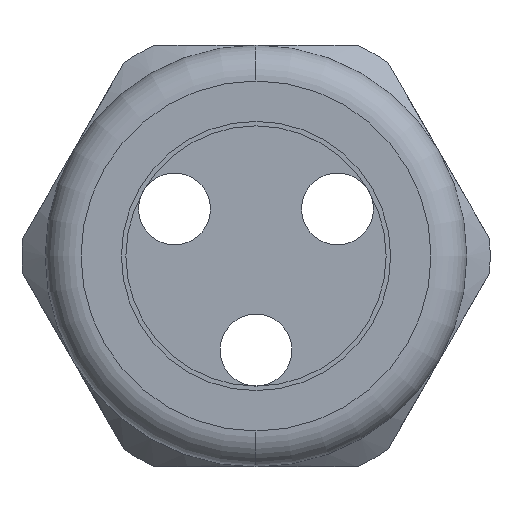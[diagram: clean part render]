
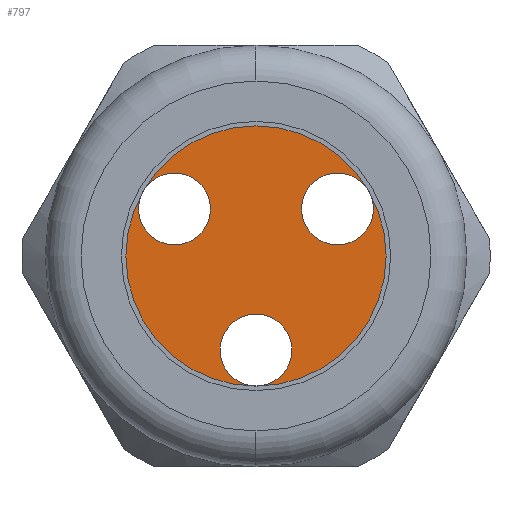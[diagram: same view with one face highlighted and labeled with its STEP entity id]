
A CAD part, left-side view. The second image highlights one B-rep face of the part: STEP entity #797.
In plain terms, the highlighted planar face has unit normal (-1, 0, 0).
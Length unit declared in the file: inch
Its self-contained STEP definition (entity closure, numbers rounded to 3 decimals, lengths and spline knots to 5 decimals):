
#791 = ORIENTED_EDGE ( 'NONE', *, *, #792, .F. ) ;
#792 = EDGE_CURVE ( 'NONE', #889, #817, #3302, .T. ) ;
#793 = ORIENTED_EDGE ( 'NONE', *, *, #888, .F. ) ;
#794 = EDGE_LOOP ( 'NONE', ( #911, #894 ) ) ;
#797 = ADVANCED_FACE ( 'NONE', ( #3363, #3362, #3361, #3360 ), #3359, .T. ) ;
#798 = EDGE_LOOP ( 'NONE', ( #791, #793 ) ) ;
#808 = EDGE_CURVE ( 'NONE', #809, #810, #3337, .T. ) ;
#809 = VERTEX_POINT ( 'NONE', #3332 ) ;
#810 = VERTEX_POINT ( 'NONE', #3331 ) ;
#815 = EDGE_CURVE ( 'NONE', #874, #816, #3388, .T. ) ;
#816 = VERTEX_POINT ( 'NONE', #3383 ) ;
#817 = VERTEX_POINT ( 'NONE', #3382 ) ;
#841 = EDGE_CURVE ( 'NONE', #810, #809, #3401, .T. ) ;
#861 = VERTEX_POINT ( 'NONE', #3426 ) ;
#863 = EDGE_CURVE ( 'NONE', #861, #864, #3488, .T. ) ;
#864 = VERTEX_POINT ( 'NONE', #3483 ) ;
#874 = VERTEX_POINT ( 'NONE', #3465 ) ;
#888 = EDGE_CURVE ( 'NONE', #817, #889, #3505, .T. ) ;
#889 = VERTEX_POINT ( 'NONE', #3500 ) ;
#893 = ORIENTED_EDGE ( 'NONE', *, *, #920, .F. ) ;
#894 = ORIENTED_EDGE ( 'NONE', *, *, #863, .F. ) ;
#903 = ORIENTED_EDGE ( 'NONE', *, *, #808, .T. ) ;
#910 = ORIENTED_EDGE ( 'NONE', *, *, #815, .F. ) ;
#911 = ORIENTED_EDGE ( 'NONE', *, *, #921, .F. ) ;
#912 = EDGE_LOOP ( 'NONE', ( #893, #910 ) ) ;
#920 = EDGE_CURVE ( 'NONE', #816, #874, #3537, .T. ) ;
#921 = EDGE_CURVE ( 'NONE', #864, #861, #3532, .T. ) ;
#3298 = DIRECTION ( 'NONE',  ( 0., -0.866, -0.5 ) ) ;
#3299 = DIRECTION ( 'NONE',  ( -1., 0., 0. ) ) ;
#3300 = CARTESIAN_POINT ( 'NONE',  ( -1.23, 0.18159, 0.10484 ) ) ;
#3301 = AXIS2_PLACEMENT_3D ( 'NONE', #3300, #3299, #3298 ) ;
#3302 = CIRCLE ( 'NONE', #3301, 0.08 ) ;
#3331 = CARTESIAN_POINT ( 'NONE',  ( -1.23, 0., 0.29 ) ) ;
#3332 = CARTESIAN_POINT ( 'NONE',  ( -1.23, 0., -0.29 ) ) ;
#3333 = DIRECTION ( 'NONE',  ( 0., 0., 1. ) ) ;
#3334 = DIRECTION ( 'NONE',  ( -1., 0., 0. ) ) ;
#3335 = CARTESIAN_POINT ( 'NONE',  ( -1.23, 0., 0. ) ) ;
#3336 = AXIS2_PLACEMENT_3D ( 'NONE', #3335, #3334, #3333 ) ;
#3337 = CIRCLE ( 'NONE', #3336, 0.29 ) ;
#3355 = DIRECTION ( 'NONE',  ( 0., 0., 1. ) ) ;
#3356 = DIRECTION ( 'NONE',  ( -1., 0., 0. ) ) ;
#3357 = CARTESIAN_POINT ( 'NONE',  ( -1.23, 0., 0. ) ) ;
#3358 = AXIS2_PLACEMENT_3D ( 'NONE', #3357, #3356, #3355 ) ;
#3359 = PLANE ( 'NONE',  #3358 ) ;
#3360 = FACE_OUTER_BOUND ( 'NONE', #5077, .T. ) ;
#3361 = FACE_BOUND ( 'NONE', #912, .T. ) ;
#3362 = FACE_BOUND ( 'NONE', #794, .T. ) ;
#3363 = FACE_BOUND ( 'NONE', #798, .T. ) ;
#3382 = CARTESIAN_POINT ( 'NONE',  ( -1.23, 0.18159, 0.02484 ) ) ;
#3383 = CARTESIAN_POINT ( 'NONE',  ( -1.23, 0., -0.12968 ) ) ;
#3384 = DIRECTION ( 'NONE',  ( 0., 0., 1. ) ) ;
#3385 = DIRECTION ( 'NONE',  ( -1., 0., 0. ) ) ;
#3386 = CARTESIAN_POINT ( 'NONE',  ( -1.23, 0., -0.20968 ) ) ;
#3387 = AXIS2_PLACEMENT_3D ( 'NONE', #3386, #3385, #3384 ) ;
#3388 = CIRCLE ( 'NONE', #3387, 0.08 ) ;
#3397 = DIRECTION ( 'NONE',  ( 0., 0., 1. ) ) ;
#3398 = DIRECTION ( 'NONE',  ( -1., 0., 0. ) ) ;
#3399 = CARTESIAN_POINT ( 'NONE',  ( -1.23, 0., 0. ) ) ;
#3400 = AXIS2_PLACEMENT_3D ( 'NONE', #3399, #3398, #3397 ) ;
#3401 = CIRCLE ( 'NONE', #3400, 0.29 ) ;
#3426 = CARTESIAN_POINT ( 'NONE',  ( -1.23, -0.18159, 0.02484 ) ) ;
#3465 = CARTESIAN_POINT ( 'NONE',  ( -1.23, 0., -0.28968 ) ) ;
#3483 = CARTESIAN_POINT ( 'NONE',  ( -1.23, -0.18159, 0.18484 ) ) ;
#3484 = DIRECTION ( 'NONE',  ( 0., 0.866, -0.5 ) ) ;
#3485 = DIRECTION ( 'NONE',  ( -1., 0., 0. ) ) ;
#3486 = CARTESIAN_POINT ( 'NONE',  ( -1.23, -0.18159, 0.10484 ) ) ;
#3487 = AXIS2_PLACEMENT_3D ( 'NONE', #3486, #3485, #3484 ) ;
#3488 = CIRCLE ( 'NONE', #3487, 0.08 ) ;
#3500 = CARTESIAN_POINT ( 'NONE',  ( -1.23, 0.18159, 0.18484 ) ) ;
#3501 = DIRECTION ( 'NONE',  ( 0., -0.866, -0.5 ) ) ;
#3502 = DIRECTION ( 'NONE',  ( -1., 0., 0. ) ) ;
#3503 = CARTESIAN_POINT ( 'NONE',  ( -1.23, 0.18159, 0.10484 ) ) ;
#3504 = AXIS2_PLACEMENT_3D ( 'NONE', #3503, #3502, #3501 ) ;
#3505 = CIRCLE ( 'NONE', #3504, 0.08 ) ;
#3528 = DIRECTION ( 'NONE',  ( 0., 0.866, -0.5 ) ) ;
#3529 = DIRECTION ( 'NONE',  ( -1., 0., 0. ) ) ;
#3530 = CARTESIAN_POINT ( 'NONE',  ( -1.23, -0.18159, 0.10484 ) ) ;
#3531 = AXIS2_PLACEMENT_3D ( 'NONE', #3530, #3529, #3528 ) ;
#3532 = CIRCLE ( 'NONE', #3531, 0.08 ) ;
#3533 = DIRECTION ( 'NONE',  ( 0., 0., 1. ) ) ;
#3534 = DIRECTION ( 'NONE',  ( -1., 0., 0. ) ) ;
#3535 = CARTESIAN_POINT ( 'NONE',  ( -1.23, 0., -0.20968 ) ) ;
#3536 = AXIS2_PLACEMENT_3D ( 'NONE', #3535, #3534, #3533 ) ;
#3537 = CIRCLE ( 'NONE', #3536, 0.08 ) ;
#5074 = ORIENTED_EDGE ( 'NONE', *, *, #841, .T. ) ;
#5077 = EDGE_LOOP ( 'NONE', ( #5074, #903 ) ) ;
